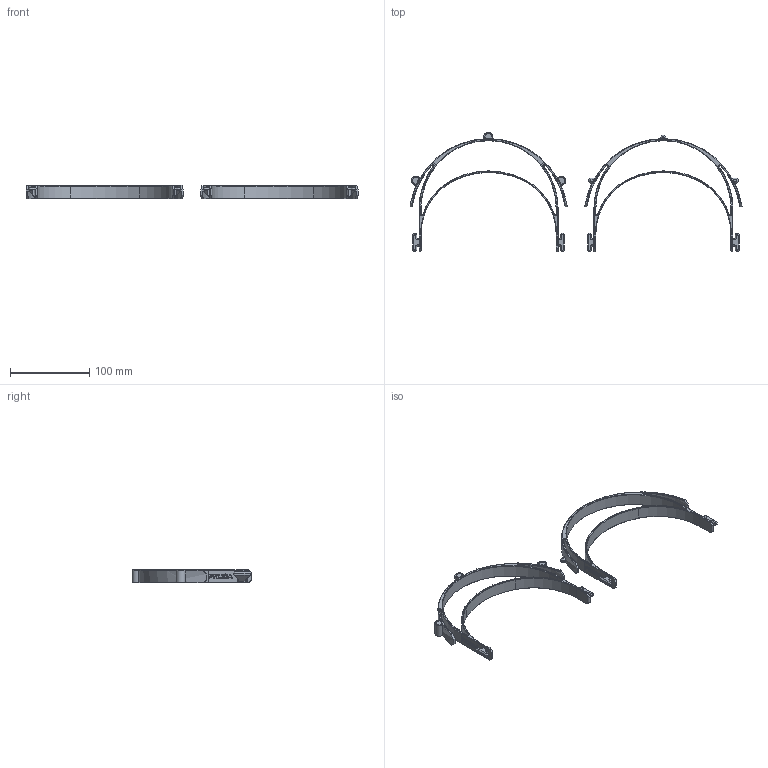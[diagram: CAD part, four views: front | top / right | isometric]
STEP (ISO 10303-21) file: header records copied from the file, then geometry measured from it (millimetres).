
FILE_DESCRIPTION(/* description */ (''),/* implementation_level */ '2;1');
FILE_NAME(/* name */ 'covid19_headband_novalabs.step',/* time_stamp */ '2020-08-19T15:06:36-04:00',/* author */ (''),/* organization */ (''),/* preprocessor_version */ 'ST-DEVELOPER v18.1',/* originating_system */ 'Autodesk Translation Framework v9.3.0.1241',/* authorisation */ '');
FILE_SCHEMA (('AUTOMOTIVE_DESIGN { 1 0 10303 214 3 1 1 }'));
Products named in the file (3): covid19_headband_novalabs; nova labs radial; novalabs two stack radial
Assembly tree (2 placements, depth 2):
  covid19_headband_novalabs
    nova labs radial
    novalabs two stack radial
Bounding box: 417.88 x 150.8 x 16.75 mm (x, y, z)
Volume: 67842.8 mm3; surface area: 57859.1 mm2
Topology: 22 solids, 22 shells, 1884 faces, 5022 edges, 3238 vertices
Faces by surface type: plane 1291, bspline 388, cylinder 123, cone 82
Entity records: 62522 total; most frequent: CARTESIAN_POINT 17671, ORIENTED_EDGE 10044, DIRECTION 7822, EDGE_CURVE 5022, LINE 4020, VECTOR 4020, VERTEX_POINT 3238, EDGE_LOOP 1944
